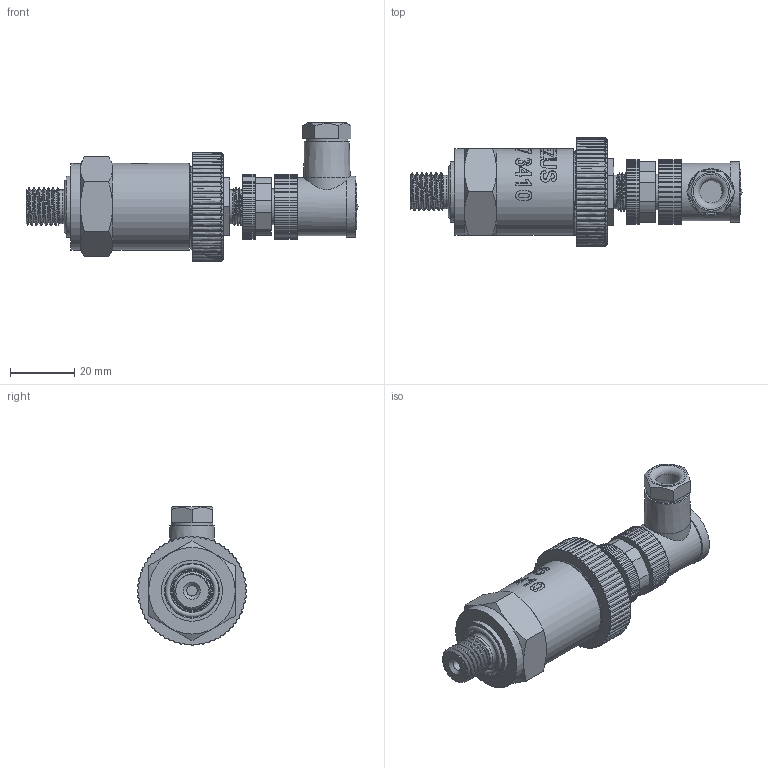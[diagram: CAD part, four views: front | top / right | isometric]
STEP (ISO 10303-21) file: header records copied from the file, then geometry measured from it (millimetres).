
FILE_DESCRIPTION(/* description */ (''),/* implementation_level */ '2;1');
FILE_NAME(/* name */ 'APZ3410_10_M12x1-angular.step',/* time_stamp */ '2021-06-17T12:44:07+03:00',/* author */ (''),/* organization */ (''),/* preprocessor_version */ 'ST-DEVELOPER v18.1',/* originating_system */ 'Autodesk Translation Framework v10.9.0.1377',/* authorisation */ '');
FILE_SCHEMA (('AUTOMOTIVE_DESIGN { 1 0 10303 214 3 1 1 }'));
Products named in the file (6): APZ3410_x_y; OMAL nut M27x1.5 v8; M12x1 male v16; Ш100.000.002 v4; M12x1 female angular v10; M12x1,5 DIN
Assembly tree (5 placements, depth 2):
  APZ3410_x_y
    OMAL nut M27x1.5 v8
    M12x1 male v16
    Ш100.000.002 v4
    M12x1 female angular v10
    M12x1,5 DIN
Bounding box: 103.56 x 34 x 43.2 mm (x, y, z)
Volume: 46374.7 mm3; surface area: 19551.3 mm2
Topology: 17 solids, 17 shells, 980 faces, 2721 edges, 1822 vertices
Faces by surface type: bspline 432, cylinder 337, plane 170, cone 30, torus 10, sphere 1
Full cylindrical faces by diameter (mm): 1 x12, 1.5 x4, 3.3 x1, 7 x1, 8 x1, 8.2 x1, 9.471 x2, 10.137 x6, 10.5 x1, 10.6 x2, 10.741 x6, 11.035 x4, 11.156 x1, 11.85 x6, 11.884 x5, 12.152 x4, 13 x1, 13.5 x1, 14 x1, 14.137 x4, 14.526 x3, 15.85 x3, 16.203 x3, 16.7 x1, 18 x1, 19 x2, 21.4 x2, 22.3 x1, 24.5 x1, 25.132 x4
Entity records: 55464 total; most frequent: CARTESIAN_POINT 33475, ORIENTED_EDGE 5442, DIRECTION 3128, EDGE_CURVE 2721, VERTEX_POINT 1822, B_SPLINE_CURVE_WITH_KNOTS 1193, AXIS2_PLACEMENT_3D 1131, EDGE_LOOP 1045
